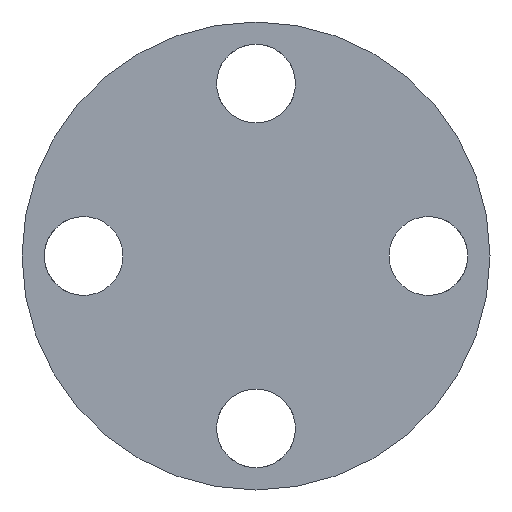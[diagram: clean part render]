
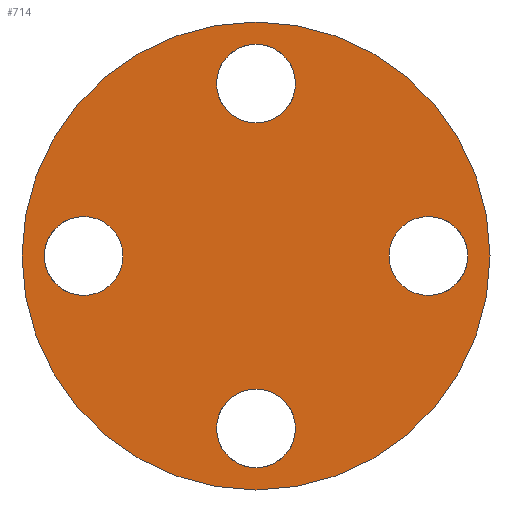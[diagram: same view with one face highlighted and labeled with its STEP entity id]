
A CAD part, left-side view. The second image highlights one B-rep face of the part: STEP entity #714.
In plain terms, the highlighted planar face has unit normal (-1, 0, 0).
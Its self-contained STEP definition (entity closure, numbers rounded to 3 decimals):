
#18 = EDGE_CURVE ( 'NONE', #128, #502, #605, .T. ) ;
#21 = FACE_BOUND ( 'NONE', #571, .T. ) ;
#27 = ORIENTED_EDGE ( 'NONE', *, *, #672, .T. ) ;
#32 = EDGE_LOOP ( 'NONE', ( #69, #713 ) ) ;
#44 = VERTEX_POINT ( 'NONE', #55 ) ;
#50 = CARTESIAN_POINT ( 'NONE',  ( 0., 7., 1.6 ) ) ;
#55 = CARTESIAN_POINT ( 'NONE',  ( 0., 0., 8.6 ) ) ;
#57 = CIRCLE ( 'NONE', #397, 1.6 ) ;
#63 = AXIS2_PLACEMENT_3D ( 'NONE', #767, #342, #708 ) ;
#67 = DIRECTION ( 'NONE',  ( 1., 0., 0. ) ) ;
#69 = ORIENTED_EDGE ( 'NONE', *, *, #295, .F. ) ;
#79 = FACE_OUTER_BOUND ( 'NONE', #32, .T. ) ;
#86 = AXIS2_PLACEMENT_3D ( 'NONE', #132, #576, #194 ) ;
#88 = CARTESIAN_POINT ( 'NONE',  ( 0., 0., 0. ) ) ;
#92 = EDGE_CURVE ( 'NONE', #502, #128, #267, .T. ) ;
#93 = DIRECTION ( 'NONE',  ( 1., 0., 0. ) ) ;
#98 = CARTESIAN_POINT ( 'NONE',  ( 0., -7., -1.6 ) ) ;
#116 = EDGE_CURVE ( 'NONE', #44, #738, #57, .T. ) ;
#119 = ORIENTED_EDGE ( 'NONE', *, *, #458, .T. ) ;
#128 = VERTEX_POINT ( 'NONE', #50 ) ;
#129 = CIRCLE ( 'NONE', #63, 1.6 ) ;
#132 = CARTESIAN_POINT ( 'NONE',  ( 0., 0., 0. ) ) ;
#140 = VERTEX_POINT ( 'NONE', #782 ) ;
#164 = AXIS2_PLACEMENT_3D ( 'NONE', #749, #67, #316 ) ;
#174 = CIRCLE ( 'NONE', #321, 1.6 ) ;
#182 = CARTESIAN_POINT ( 'NONE',  ( 0., 0., -7. ) ) ;
#190 = FACE_BOUND ( 'NONE', #443, .T. ) ;
#194 = DIRECTION ( 'NONE',  ( 0., 0., -1. ) ) ;
#196 = ORIENTED_EDGE ( 'NONE', *, *, #522, .T. ) ;
#198 = DIRECTION ( 'NONE',  ( 1., 0., 0. ) ) ;
#202 = CARTESIAN_POINT ( 'NONE',  ( 0., -7., 0. ) ) ;
#212 = ORIENTED_EDGE ( 'NONE', *, *, #364, .T. ) ;
#240 = CARTESIAN_POINT ( 'NONE',  ( 0., 0., -5.4 ) ) ;
#245 = EDGE_CURVE ( 'NONE', #738, #44, #657, .T. ) ;
#247 = VERTEX_POINT ( 'NONE', #240 ) ;
#249 = VERTEX_POINT ( 'NONE', #302 ) ;
#256 = AXIS2_PLACEMENT_3D ( 'NONE', #365, #544, #736 ) ;
#267 = CIRCLE ( 'NONE', #666, 1.6 ) ;
#295 = EDGE_CURVE ( 'NONE', #422, #140, #310, .T. ) ;
#302 = CARTESIAN_POINT ( 'NONE',  ( 0., -7., 1.6 ) ) ;
#310 = CIRCLE ( 'NONE', #440, 9.5 ) ;
#314 = FACE_BOUND ( 'NONE', #327, .T. ) ;
#316 = DIRECTION ( 'NONE',  ( 0., 0., -1. ) ) ;
#318 = VERTEX_POINT ( 'NONE', #559 ) ;
#321 = AXIS2_PLACEMENT_3D ( 'NONE', #202, #198, #498 ) ;
#322 = CARTESIAN_POINT ( 'NONE',  ( 0., 0., 5.4 ) ) ;
#327 = EDGE_LOOP ( 'NONE', ( #212, #196 ) ) ;
#342 = DIRECTION ( 'NONE',  ( 1., 0., 0. ) ) ;
#351 = EDGE_LOOP ( 'NONE', ( #119, #27 ) ) ;
#354 = DIRECTION ( 'NONE',  ( 0., 0., -1. ) ) ;
#359 = CARTESIAN_POINT ( 'NONE',  ( 0., 7., 0. ) ) ;
#364 = EDGE_CURVE ( 'NONE', #318, #247, #673, .T. ) ;
#365 = CARTESIAN_POINT ( 'NONE',  ( 0., 7., 0. ) ) ;
#368 = DIRECTION ( 'NONE',  ( 0., 0., -1. ) ) ;
#372 = CARTESIAN_POINT ( 'NONE',  ( 0., 0., 7. ) ) ;
#373 = AXIS2_PLACEMENT_3D ( 'NONE', #88, #93, #645 ) ;
#380 = DIRECTION ( 'NONE',  ( 1., 0., 0. ) ) ;
#397 = AXIS2_PLACEMENT_3D ( 'NONE', #534, #730, #526 ) ;
#410 = DIRECTION ( 'NONE',  ( 1., 0., 0. ) ) ;
#417 = EDGE_CURVE ( 'NONE', #140, #422, #725, .T. ) ;
#419 = DIRECTION ( 'NONE',  ( 0., 0., -1. ) ) ;
#422 = VERTEX_POINT ( 'NONE', #575 ) ;
#440 = AXIS2_PLACEMENT_3D ( 'NONE', #628, #678, #368 ) ;
#443 = EDGE_LOOP ( 'NONE', ( #779, #630 ) ) ;
#458 = EDGE_CURVE ( 'NONE', #800, #249, #129, .T. ) ;
#498 = DIRECTION ( 'NONE',  ( 0., 0., -1. ) ) ;
#502 = VERTEX_POINT ( 'NONE', #704 ) ;
#520 = AXIS2_PLACEMENT_3D ( 'NONE', #372, #380, #798 ) ;
#522 = EDGE_CURVE ( 'NONE', #247, #318, #583, .T. ) ;
#526 = DIRECTION ( 'NONE',  ( 0., 0., -1. ) ) ;
#534 = CARTESIAN_POINT ( 'NONE',  ( 0., 0., 7. ) ) ;
#544 = DIRECTION ( 'NONE',  ( 1., 0., 0. ) ) ;
#559 = CARTESIAN_POINT ( 'NONE',  ( 0., 0., -8.6 ) ) ;
#570 = FACE_BOUND ( 'NONE', #351, .T. ) ;
#571 = EDGE_LOOP ( 'NONE', ( #752, #639 ) ) ;
#575 = CARTESIAN_POINT ( 'NONE',  ( 0., 0., 9.5 ) ) ;
#576 = DIRECTION ( 'NONE',  ( 1., 0., 0. ) ) ;
#583 = CIRCLE ( 'NONE', #625, 1.6 ) ;
#605 = CIRCLE ( 'NONE', #256, 1.6 ) ;
#625 = AXIS2_PLACEMENT_3D ( 'NONE', #182, #676, #419 ) ;
#628 = CARTESIAN_POINT ( 'NONE',  ( 0., 0., 0. ) ) ;
#630 = ORIENTED_EDGE ( 'NONE', *, *, #116, .T. ) ;
#638 = PLANE ( 'NONE',  #86 ) ;
#639 = ORIENTED_EDGE ( 'NONE', *, *, #18, .T. ) ;
#645 = DIRECTION ( 'NONE',  ( 0., 0., -1. ) ) ;
#657 = CIRCLE ( 'NONE', #520, 1.6 ) ;
#666 = AXIS2_PLACEMENT_3D ( 'NONE', #359, #410, #354 ) ;
#672 = EDGE_CURVE ( 'NONE', #249, #800, #174, .T. ) ;
#673 = CIRCLE ( 'NONE', #164, 1.6 ) ;
#676 = DIRECTION ( 'NONE',  ( 1., 0., 0. ) ) ;
#678 = DIRECTION ( 'NONE',  ( 1., 0., 0. ) ) ;
#704 = CARTESIAN_POINT ( 'NONE',  ( 0., 7., -1.6 ) ) ;
#708 = DIRECTION ( 'NONE',  ( 0., 0., -1. ) ) ;
#713 = ORIENTED_EDGE ( 'NONE', *, *, #417, .F. ) ;
#714 = ADVANCED_FACE ( 'NONE', ( #21, #314, #570, #190, #79 ), #638, .F. ) ;
#725 = CIRCLE ( 'NONE', #373, 9.5 ) ;
#730 = DIRECTION ( 'NONE',  ( 1., 0., 0. ) ) ;
#736 = DIRECTION ( 'NONE',  ( 0., 0., -1. ) ) ;
#738 = VERTEX_POINT ( 'NONE', #322 ) ;
#749 = CARTESIAN_POINT ( 'NONE',  ( 0., 0., -7. ) ) ;
#752 = ORIENTED_EDGE ( 'NONE', *, *, #92, .T. ) ;
#767 = CARTESIAN_POINT ( 'NONE',  ( 0., -7., 0. ) ) ;
#779 = ORIENTED_EDGE ( 'NONE', *, *, #245, .T. ) ;
#782 = CARTESIAN_POINT ( 'NONE',  ( 0., 0., -9.5 ) ) ;
#798 = DIRECTION ( 'NONE',  ( 0., 0., -1. ) ) ;
#800 = VERTEX_POINT ( 'NONE', #98 ) ;
